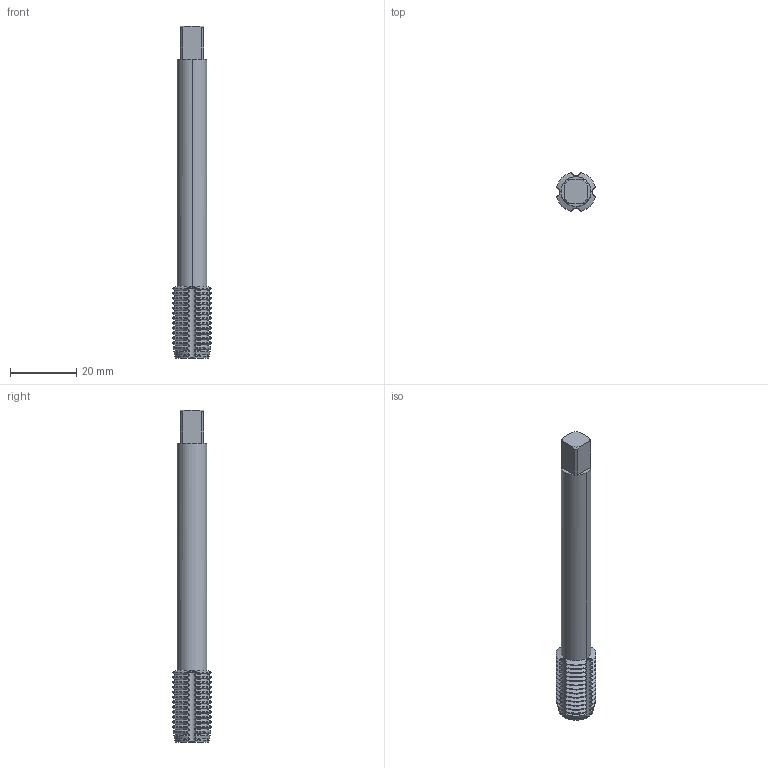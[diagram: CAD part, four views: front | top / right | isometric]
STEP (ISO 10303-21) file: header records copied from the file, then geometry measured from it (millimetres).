
FILE_DESCRIPTION(('no description'),'unknown implementation level');
FILE_NAME('solidJSVlhuqXPdeaU0LT6ycSJFwDlDs_1.STP',' ',('CIM GmbH Aachen'),('CADClick - KiM GmbH - www.kimweb.de'),'unknown preprocess','ACIS','unknown authorization');
FILE_SCHEMA(('automotive_design'));
Length unit declared in the file: millimetre
Products named in the file (2): 1; 2
Bounding box: 11.7 x 11.7 x 100 mm (x, y, z)
Volume: 6793.4 mm3; surface area: 4821.4 mm2
Topology: 2 solids, 2 shells, 285 faces, 835 edges, 554 vertices
Faces by surface type: cone 134, cylinder 126, plane 17, torus 8
Entity records: 20412 total; most frequent: CARTESIAN_POINT 3855, STYLED_ITEM 1676, PRESENTATION_STYLE_ASSIGNMENT 1676, COLOUR_RGB 1676, ORIENTED_EDGE 1670, DIRECTION 1415, EDGE_CURVE 835, CURVE_STYLE 835
